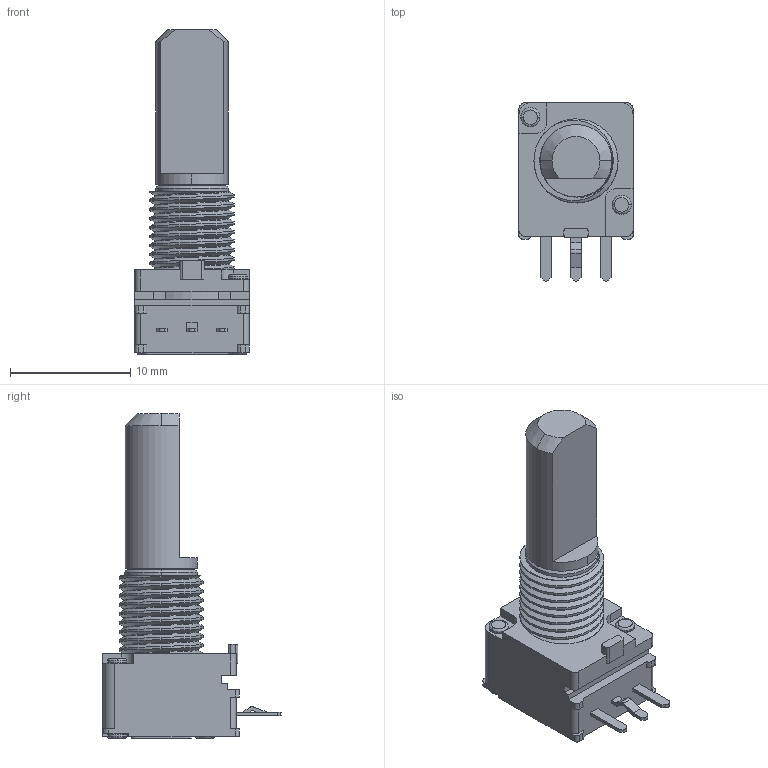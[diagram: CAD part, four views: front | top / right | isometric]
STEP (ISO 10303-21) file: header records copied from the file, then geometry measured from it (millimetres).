
FILE_DESCRIPTION (( 'STEP AP214' ), '1' );
FILE_NAME ('RK0971110-L20.STEP', '2024-07-18T14:44:49', ( '' ), ( '' ), 'SwSTEP 2.0', 'SolidWorks 2024', '' );
FILE_SCHEMA (( 'AUTOMOTIVE_DESIGN' ));
Length unit declared in the file: millimetre
Products named in the file (1): RK0971110-L20
Bounding box: 9.5 x 14.85 x 27.05 mm (x, y, z)
Volume: 1244.5 mm3; surface area: 1049 mm2
Topology: 1 solids, 1 shells, 185 faces, 507 edges, 337 vertices
Faces by surface type: plane 90, cylinder 70, bspline 20, cone 5
Entity records: 9575 total; most frequent: CARTESIAN_POINT 3940, ORIENTED_EDGE 1014, DIRECTION 920, EDGE_CURVE 507, VERTEX_POINT 337, AXIS2_PLACEMENT_3D 313, LINE 294, VECTOR 294
